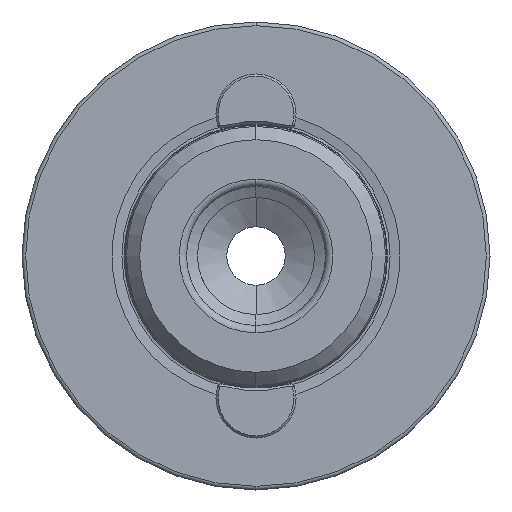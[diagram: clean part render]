
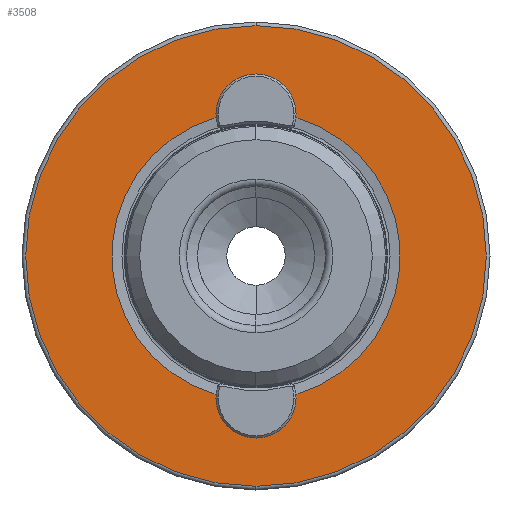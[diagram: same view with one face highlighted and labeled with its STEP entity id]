
A CAD part, left-side view. The second image highlights one B-rep face of the part: STEP entity #3508.
In plain terms, the highlighted planar face has unit normal (-1, 0, 0).
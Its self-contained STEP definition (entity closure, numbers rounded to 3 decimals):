
#76 = EDGE_CURVE ( 'NONE', #230, #2022, #461, .T. ) ;
#131 = EDGE_CURVE ( 'NONE', #1868, #1947, #405, .T. ) ;
#141 = EDGE_CURVE ( 'NONE', #645, #230, #403, .T. ) ;
#161 = EDGE_CURVE ( 'NONE', #2022, #1814, #1262, .T. ) ;
#178 = AXIS2_PLACEMENT_3D ( 'NONE', #786, #799, #811 ) ;
#208 = EDGE_CURVE ( 'NONE', #1947, #1868, #1258, .T. ) ;
#230 = VERTEX_POINT ( 'NONE', #1115 ) ;
#345 = DIRECTION ( 'NONE',  ( 0., 0., 1. ) ) ;
#350 = DIRECTION ( 'NONE',  ( -1., 0., 0. ) ) ;
#355 = CARTESIAN_POINT ( 'NONE',  ( 0., 0., -21.5 ) ) ;
#358 = AXIS2_PLACEMENT_3D ( 'NONE', #2998, #2865, #2854 ) ;
#374 = AXIS2_PLACEMENT_3D ( 'NONE', #735, #740, #745 ) ;
#393 = AXIS2_PLACEMENT_3D ( 'NONE', #694, #698, #701 ) ;
#403 = CIRCLE ( 'NONE', #393, 3. ) ;
#405 = CIRCLE ( 'NONE', #440, 31.5 ) ;
#419 = CARTESIAN_POINT ( 'NONE',  ( 0., 0., 0. ) ) ;
#422 = DIRECTION ( 'NONE',  ( -1., 0., 0. ) ) ;
#425 = DIRECTION ( 'NONE',  ( 0., 0., 1. ) ) ;
#440 = AXIS2_PLACEMENT_3D ( 'NONE', #657, #659, #664 ) ;
#461 = CIRCLE ( 'NONE', #888, 19.715 ) ;
#515 = DIRECTION ( 'NONE',  ( 0., 0., 1. ) ) ;
#529 = DIRECTION ( 'NONE',  ( -1., 0., 0. ) ) ;
#539 = CARTESIAN_POINT ( 'NONE',  ( 0., 0., 0. ) ) ;
#619 = VERTEX_POINT ( 'NONE', #2718 ) ;
#628 = ORIENTED_EDGE ( 'NONE', *, *, #2043, .F. ) ;
#645 = VERTEX_POINT ( 'NONE', #3019 ) ;
#657 = CARTESIAN_POINT ( 'NONE',  ( 0., 0., 0. ) ) ;
#659 = DIRECTION ( 'NONE',  ( -1., 0., 0. ) ) ;
#660 = CARTESIAN_POINT ( 'NONE',  ( 0., 2.305, -19.58 ) ) ;
#664 = DIRECTION ( 'NONE',  ( 0., 0., 1. ) ) ;
#694 = CARTESIAN_POINT ( 'NONE',  ( 0., 0., 21.5 ) ) ;
#698 = DIRECTION ( 'NONE',  ( -1., 0., 0. ) ) ;
#701 = DIRECTION ( 'NONE',  ( 0., 0., 1. ) ) ;
#735 = CARTESIAN_POINT ( 'NONE',  ( 0., 0., -21.5 ) ) ;
#740 = DIRECTION ( 'NONE',  ( -1., 0., 0. ) ) ;
#745 = DIRECTION ( 'NONE',  ( 0., 0., 1. ) ) ;
#758 = EDGE_LOOP ( 'NONE', ( #2003, #1998 ) ) ;
#778 = EDGE_LOOP ( 'NONE', ( #2060, #2033, #2029, #628, #2024, #2019 ) ) ;
#786 = CARTESIAN_POINT ( 'NONE',  ( 0., 0., 0. ) ) ;
#799 = DIRECTION ( 'NONE',  ( -1., 0., 0. ) ) ;
#811 = DIRECTION ( 'NONE',  ( 0., 0., 1. ) ) ;
#888 = AXIS2_PLACEMENT_3D ( 'NONE', #419, #422, #425 ) ;
#1075 = CARTESIAN_POINT ( 'NONE',  ( 0., 0., 31.5 ) ) ;
#1082 = CARTESIAN_POINT ( 'NONE',  ( 0., 0., -31.5 ) ) ;
#1115 = CARTESIAN_POINT ( 'NONE',  ( 0., 2.305, 19.58 ) ) ;
#1188 = CARTESIAN_POINT ( 'NONE',  ( 0., 0., -24.5 ) ) ;
#1218 = CIRCLE ( 'NONE', #1838, 3. ) ;
#1258 = CIRCLE ( 'NONE', #178, 31.5 ) ;
#1262 = CIRCLE ( 'NONE', #374, 3. ) ;
#1294 = CIRCLE ( 'NONE', #1890, 19.715 ) ;
#1325 = EDGE_CURVE ( 'NONE', #1600, #645, #2025, .T. ) ;
#1600 = VERTEX_POINT ( 'NONE', #1634 ) ;
#1634 = CARTESIAN_POINT ( 'NONE',  ( 0., -2.305, 19.58 ) ) ;
#1814 = VERTEX_POINT ( 'NONE', #1188 ) ;
#1838 = AXIS2_PLACEMENT_3D ( 'NONE', #355, #350, #345 ) ;
#1868 = VERTEX_POINT ( 'NONE', #1075 ) ;
#1890 = AXIS2_PLACEMENT_3D ( 'NONE', #539, #529, #515 ) ;
#1947 = VERTEX_POINT ( 'NONE', #1082 ) ;
#1998 = ORIENTED_EDGE ( 'NONE', *, *, #208, .T. ) ;
#2003 = ORIENTED_EDGE ( 'NONE', *, *, #131, .T. ) ;
#2019 = ORIENTED_EDGE ( 'NONE', *, *, #161, .F. ) ;
#2022 = VERTEX_POINT ( 'NONE', #660 ) ;
#2024 = ORIENTED_EDGE ( 'NONE', *, *, #2091, .F. ) ;
#2025 = CIRCLE ( 'NONE', #2242, 3. ) ;
#2029 = ORIENTED_EDGE ( 'NONE', *, *, #1325, .F. ) ;
#2033 = ORIENTED_EDGE ( 'NONE', *, *, #141, .F. ) ;
#2043 = EDGE_CURVE ( 'NONE', #619, #1600, #1294, .T. ) ;
#2060 = ORIENTED_EDGE ( 'NONE', *, *, #76, .F. ) ;
#2091 = EDGE_CURVE ( 'NONE', #1814, #619, #1218, .T. ) ;
#2242 = AXIS2_PLACEMENT_3D ( 'NONE', #2288, #2281, #2277 ) ;
#2277 = DIRECTION ( 'NONE',  ( 0., 0., 1. ) ) ;
#2281 = DIRECTION ( 'NONE',  ( -1., 0., 0. ) ) ;
#2288 = CARTESIAN_POINT ( 'NONE',  ( 0., 0., 21.5 ) ) ;
#2718 = CARTESIAN_POINT ( 'NONE',  ( 0., -2.305, -19.58 ) ) ;
#2854 = DIRECTION ( 'NONE',  ( 0., 0., -1. ) ) ;
#2865 = DIRECTION ( 'NONE',  ( 1., 0., 0. ) ) ;
#2882 = PLANE ( 'NONE',  #358 ) ;
#2998 = CARTESIAN_POINT ( 'NONE',  ( 0., 0., -19.715 ) ) ;
#3019 = CARTESIAN_POINT ( 'NONE',  ( 0., 0., 24.5 ) ) ;
#3114 = FACE_OUTER_BOUND ( 'NONE', #758, .T. ) ;
#3150 = FACE_BOUND ( 'NONE', #778, .T. ) ;
#3508 = ADVANCED_FACE ( 'NONE', ( #3150, #3114 ), #2882, .F. ) ;
